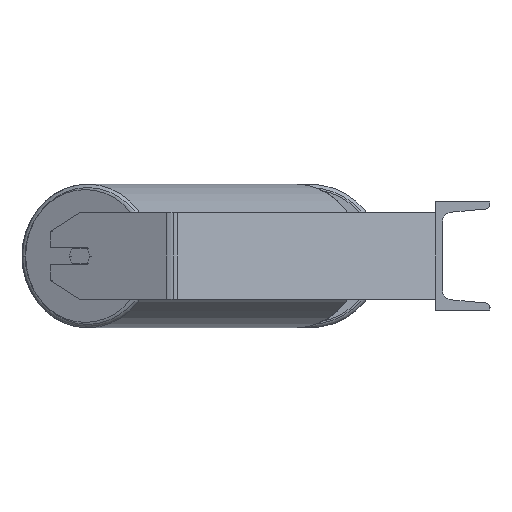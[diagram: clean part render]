
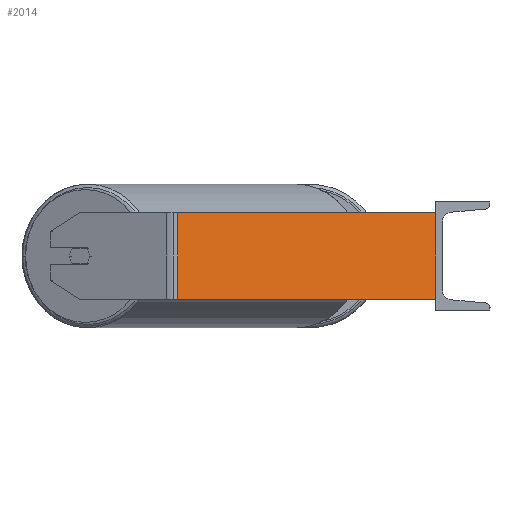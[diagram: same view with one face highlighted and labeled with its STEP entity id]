
A CAD part, left-side view. The second image highlights one B-rep face of the part: STEP entity #2014.
In plain terms, the highlighted planar face has unit normal (-0.966, -0.259, 0).
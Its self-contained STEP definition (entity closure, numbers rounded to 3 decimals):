
#97 = DIRECTION ( 'NONE',  ( 0., 0., -1. ) ) ;
#259 = DIRECTION ( 'NONE',  ( 0., 0., -1. ) ) ;
#416 = ORIENTED_EDGE ( 'NONE', *, *, #2131, .F. ) ;
#915 = ORIENTED_EDGE ( 'NONE', *, *, #965, .T. ) ;
#959 = VECTOR ( 'NONE', #97, 1000. ) ;
#965 = EDGE_CURVE ( 'NONE', #4046, #1969, #5682, .T. ) ;
#1248 = CARTESIAN_POINT ( 'NONE',  ( -750.492, 244.421, 40. ) ) ;
#1611 = CARTESIAN_POINT ( 'NONE',  ( -685., 0., 40. ) ) ;
#1712 = PLANE ( 'NONE',  #2313 ) ;
#1969 = VERTEX_POINT ( 'NONE', #4205 ) ;
#2014 = ADVANCED_FACE ( 'NONE', ( #7265 ), #1712, .F. ) ;
#2131 = EDGE_CURVE ( 'NONE', #4046, #6750, #4617, .T. ) ;
#2313 = AXIS2_PLACEMENT_3D ( 'NONE', #4530, #3053, #6644 ) ;
#2580 = LINE ( 'NONE', #3995, #6872 ) ;
#2786 = VERTEX_POINT ( 'NONE', #5822 ) ;
#3053 = DIRECTION ( 'NONE',  ( 0.966, 0.259, 0. ) ) ;
#3573 = ORIENTED_EDGE ( 'NONE', *, *, #5551, .T. ) ;
#3913 = VECTOR ( 'NONE', #5393, 1000. ) ;
#3995 = CARTESIAN_POINT ( 'NONE',  ( -750.492, 244.421, -40. ) ) ;
#4046 = VERTEX_POINT ( 'NONE', #4756 ) ;
#4205 = CARTESIAN_POINT ( 'NONE',  ( -748.985, 238.795, -40. ) ) ;
#4530 = CARTESIAN_POINT ( 'NONE',  ( -750.492, 244.421, 40. ) ) ;
#4617 = LINE ( 'NONE', #1248, #3913 ) ;
#4670 = EDGE_LOOP ( 'NONE', ( #3573, #6514, #416, #915 ) ) ;
#4745 = DIRECTION ( 'NONE',  ( 0.259, -0.966, 0. ) ) ;
#4756 = CARTESIAN_POINT ( 'NONE',  ( -748.985, 238.795, 40. ) ) ;
#4868 = EDGE_CURVE ( 'NONE', #6750, #2786, #6598, .T. ) ;
#5393 = DIRECTION ( 'NONE',  ( 0.259, -0.966, 0. ) ) ;
#5551 = EDGE_CURVE ( 'NONE', #1969, #2786, #2580, .T. ) ;
#5682 = LINE ( 'NONE', #7129, #959 ) ;
#5822 = CARTESIAN_POINT ( 'NONE',  ( -685., 0., -40. ) ) ;
#6514 = ORIENTED_EDGE ( 'NONE', *, *, #4868, .F. ) ;
#6598 = LINE ( 'NONE', #1611, #8044 ) ;
#6644 = DIRECTION ( 'NONE',  ( -0.259, 0.966, 0. ) ) ;
#6750 = VERTEX_POINT ( 'NONE', #7025 ) ;
#6872 = VECTOR ( 'NONE', #4745, 1000. ) ;
#7025 = CARTESIAN_POINT ( 'NONE',  ( -685., 0., 40. ) ) ;
#7129 = CARTESIAN_POINT ( 'NONE',  ( -748.985, 238.795, 40. ) ) ;
#7265 = FACE_OUTER_BOUND ( 'NONE', #4670, .T. ) ;
#8044 = VECTOR ( 'NONE', #259, 1000. ) ;
